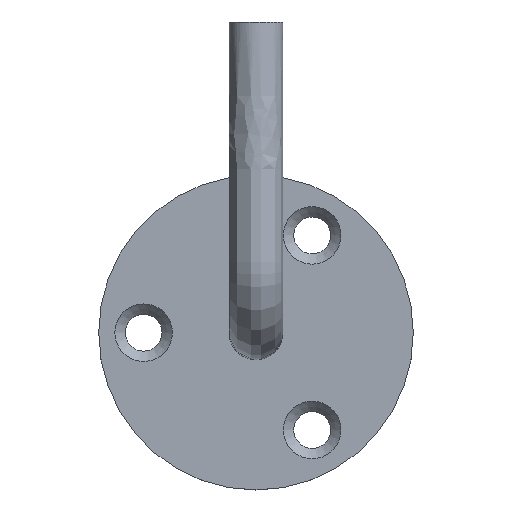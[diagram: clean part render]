
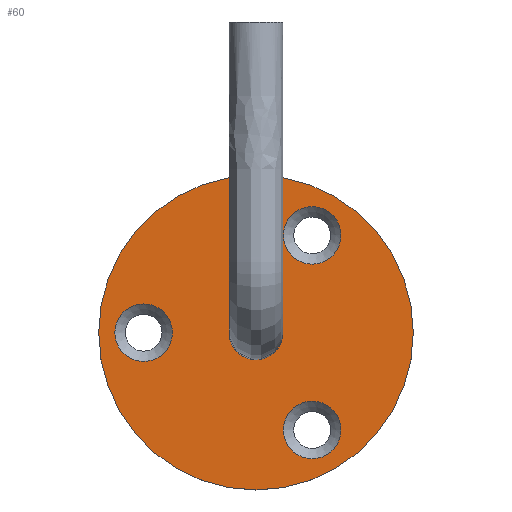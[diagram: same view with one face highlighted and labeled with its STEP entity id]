
A CAD part, top view. The second image highlights one B-rep face of the part: STEP entity #60.
In plain terms, the highlighted planar face has unit normal (0, 0, 1).
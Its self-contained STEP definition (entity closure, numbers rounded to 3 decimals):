
#53=B_SPLINE_CURVE_WITH_KNOTS('',3,(#482,#483,#484,#485,#486,#487,#488,
#489,#490,#491,#492,#493,#494,#495,#496,#497,#498,#499,#500,#501,#502,#503,
#504,#505,#506),.UNSPECIFIED.,.T.,.F.,(1,3,1,1,1,1,1,1,1,1,1,1,1,1,1,1,
1,1,1,1,1,1,1,3,1),(-0.063,0.,0.063,0.125,0.188,0.219,0.25,0.281,
0.313,0.375,0.438,0.469,0.5,0.531,0.563,0.625,0.688,0.719,0.75,
0.781,0.813,0.875,0.938,1.,1.063),.UNSPECIFIED.);
#60=ADVANCED_FACE('',(#80,#81,#82,#83,#84),#67,.T.);
#67=PLANE('',#239);
#80=FACE_BOUND('',#106,.T.);
#81=FACE_BOUND('',#107,.T.);
#82=FACE_BOUND('',#108,.T.);
#83=FACE_BOUND('',#109,.T.);
#84=FACE_BOUND('',#110,.T.);
#106=EDGE_LOOP('',(#132));
#107=EDGE_LOOP('',(#133));
#108=EDGE_LOOP('',(#134));
#109=EDGE_LOOP('',(#135));
#110=EDGE_LOOP('',(#136));
#132=ORIENTED_EDGE('',*,*,#167,.T.);
#133=ORIENTED_EDGE('',*,*,#168,.T.);
#134=ORIENTED_EDGE('',*,*,#169,.T.);
#135=ORIENTED_EDGE('',*,*,#165,.T.);
#136=ORIENTED_EDGE('',*,*,#163,.F.);
#150=VERTEX_POINT('',#507);
#152=VERTEX_POINT('',#1137);
#154=VERTEX_POINT('',#1143);
#155=VERTEX_POINT('',#1145);
#156=VERTEX_POINT('',#1147);
#163=EDGE_CURVE('',#150,#150,#53,.T.);
#165=EDGE_CURVE('',#152,#152,#177,.T.);
#167=EDGE_CURVE('',#154,#154,#179,.T.);
#168=EDGE_CURVE('',#155,#155,#180,.T.);
#169=EDGE_CURVE('',#156,#156,#181,.T.);
#177=CIRCLE('',#232,35.);
#179=CIRCLE('',#236,6.4);
#180=CIRCLE('',#237,6.4);
#181=CIRCLE('',#238,6.4);
#232=AXIS2_PLACEMENT_3D('',#1136,#269,#270);
#236=AXIS2_PLACEMENT_3D('',#1142,#277,#278);
#237=AXIS2_PLACEMENT_3D('',#1144,#279,#280);
#238=AXIS2_PLACEMENT_3D('',#1146,#281,#282);
#239=AXIS2_PLACEMENT_3D('',#1148,#283,#284);
#269=DIRECTION('',(0.,0.,1.));
#270=DIRECTION('',(1.,0.,0.));
#277=DIRECTION('',(0.,0.,-1.));
#278=DIRECTION('',(1.,0.,0.));
#279=DIRECTION('',(0.,0.,-1.));
#280=DIRECTION('',(1.,0.,0.));
#281=DIRECTION('',(0.,0.,-1.));
#282=DIRECTION('',(1.,0.,0.));
#283=DIRECTION('',(0.,0.,1.));
#284=DIRECTION('',(1.,0.,0.));
#482=CARTESIAN_POINT('',(6.,0.,4.));
#483=CARTESIAN_POINT('',(6.,0.707,4.));
#484=CARTESIAN_POINT('',(5.743,2.235,4.));
#485=CARTESIAN_POINT('',(4.369,4.369,4.));
#486=CARTESIAN_POINT('',(2.591,5.514,4.));
#487=CARTESIAN_POINT('',(1.089,5.936,4.));
#488=CARTESIAN_POINT('',(0.,6.032,4.));
#489=CARTESIAN_POINT('',(-1.089,5.936,4.));
#490=CARTESIAN_POINT('',(-2.591,5.514,4.));
#491=CARTESIAN_POINT('',(-4.369,4.369,4.));
#492=CARTESIAN_POINT('',(-5.514,2.591,4.));
#493=CARTESIAN_POINT('',(-5.936,1.089,4.));
#494=CARTESIAN_POINT('',(-6.032,0.,4.));
#495=CARTESIAN_POINT('',(-5.936,-1.089,4.));
#496=CARTESIAN_POINT('',(-5.514,-2.591,4.));
#497=CARTESIAN_POINT('',(-4.369,-4.369,4.));
#498=CARTESIAN_POINT('',(-2.591,-5.514,4.));
#499=CARTESIAN_POINT('',(-1.089,-5.936,4.));
#500=CARTESIAN_POINT('',(0.,-6.032,4.));
#501=CARTESIAN_POINT('',(1.089,-5.936,4.));
#502=CARTESIAN_POINT('',(2.591,-5.514,4.));
#503=CARTESIAN_POINT('',(4.369,-4.369,4.));
#504=CARTESIAN_POINT('',(5.743,-2.235,4.));
#505=CARTESIAN_POINT('',(6.,-0.707,4.));
#506=CARTESIAN_POINT('',(6.,0.,4.));
#507=CARTESIAN_POINT('',(6.,0.,4.));
#1136=CARTESIAN_POINT('',(0.,0.,4.));
#1137=CARTESIAN_POINT('',(35.,0.,4.));
#1142=CARTESIAN_POINT('',(12.5,-21.651,4.));
#1143=CARTESIAN_POINT('',(18.9,-21.651,4.));
#1144=CARTESIAN_POINT('',(12.5,21.651,4.));
#1145=CARTESIAN_POINT('',(18.9,21.651,4.));
#1146=CARTESIAN_POINT('',(-25.,0.,4.));
#1147=CARTESIAN_POINT('',(-18.6,0.,4.));
#1148=CARTESIAN_POINT('',(6.25,10.825,4.));
